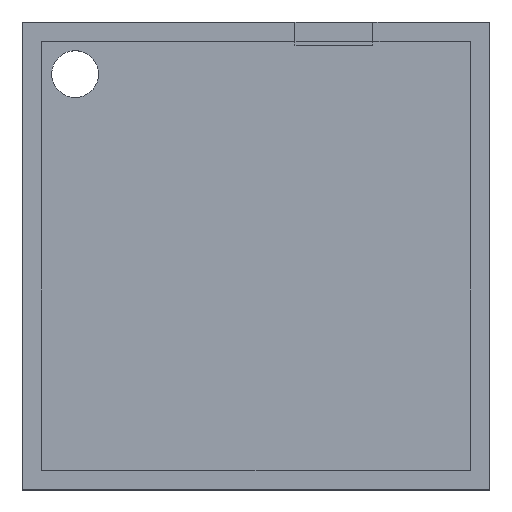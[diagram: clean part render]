
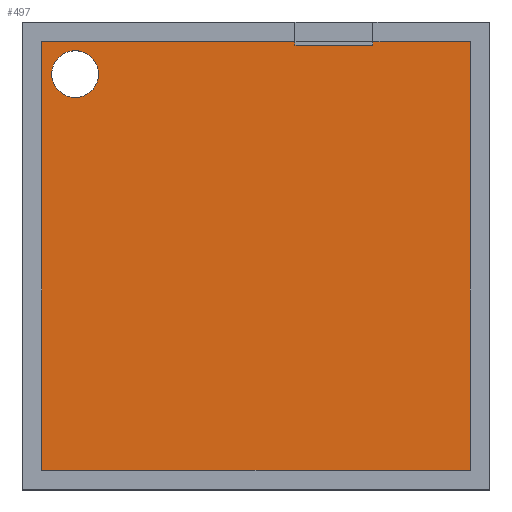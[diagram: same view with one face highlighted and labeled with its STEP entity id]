
A CAD part, top view. The second image highlights one B-rep face of the part: STEP entity #497.
In plain terms, the highlighted planar face has unit normal (0, 0, 1).
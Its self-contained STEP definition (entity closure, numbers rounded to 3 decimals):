
#241 = VERTEX_POINT('',#242);
#242 = CARTESIAN_POINT('',(15.,27.5,5.));
#264 = VERTEX_POINT('',#265);
#265 = CARTESIAN_POINT('',(5.,27.5,5.));
#332 = EDGE_CURVE('',#333,#333,#335,.T.);
#333 = VERTEX_POINT('',#334);
#334 = CARTESIAN_POINT('',(-20.2,23.33,5.));
#335 = CIRCLE('',#336,3.);
#336 = AXIS2_PLACEMENT_3D('',#337,#338,#339);
#337 = CARTESIAN_POINT('',(-23.2,23.33,5.));
#338 = DIRECTION('',(0.,0.,-1.));
#339 = DIRECTION('',(1.,0.,0.));
#359 = VERTEX_POINT('',#360);
#360 = CARTESIAN_POINT('',(-27.5,27.5,5.));
#366 = EDGE_CURVE('',#359,#264,#367,.T.);
#367 = LINE('',#368,#369);
#368 = CARTESIAN_POINT('',(-27.5,27.5,5.));
#369 = VECTOR('',#370,1.);
#370 = DIRECTION('',(1.,0.,0.));
#382 = VERTEX_POINT('',#383);
#383 = CARTESIAN_POINT('',(-27.5,-27.5,5.));
#389 = EDGE_CURVE('',#382,#359,#390,.T.);
#390 = LINE('',#391,#392);
#391 = CARTESIAN_POINT('',(-27.5,-27.5,5.));
#392 = VECTOR('',#393,1.);
#393 = DIRECTION('',(0.,1.,0.));
#406 = VERTEX_POINT('',#407);
#407 = CARTESIAN_POINT('',(27.5,-27.5,5.));
#413 = EDGE_CURVE('',#406,#382,#414,.T.);
#414 = LINE('',#415,#416);
#415 = CARTESIAN_POINT('',(27.5,-27.5,5.));
#416 = VECTOR('',#417,1.);
#417 = DIRECTION('',(-1.,0.,0.));
#430 = VERTEX_POINT('',#431);
#431 = CARTESIAN_POINT('',(27.5,27.5,5.));
#437 = EDGE_CURVE('',#430,#406,#438,.T.);
#438 = LINE('',#439,#440);
#439 = CARTESIAN_POINT('',(27.5,27.5,5.));
#440 = VECTOR('',#441,1.);
#441 = DIRECTION('',(0.,-1.,0.));
#455 = EDGE_CURVE('',#241,#430,#456,.T.);
#456 = LINE('',#457,#458);
#457 = CARTESIAN_POINT('',(-27.5,27.5,5.));
#458 = VECTOR('',#459,1.);
#459 = DIRECTION('',(1.,0.,0.));
#471 = EDGE_CURVE('',#472,#264,#474,.T.);
#472 = VERTEX_POINT('',#473);
#473 = CARTESIAN_POINT('',(5.,27.,5.));
#474 = LINE('',#475,#476);
#475 = CARTESIAN_POINT('',(5.,27.,5.));
#476 = VECTOR('',#477,1.);
#477 = DIRECTION('',(0.,1.,0.));
#479 = EDGE_CURVE('',#480,#472,#482,.T.);
#480 = VERTEX_POINT('',#481);
#481 = CARTESIAN_POINT('',(15.,27.,5.));
#482 = LINE('',#483,#484);
#483 = CARTESIAN_POINT('',(15.,27.,5.));
#484 = VECTOR('',#485,1.);
#485 = DIRECTION('',(-1.,0.,0.));
#487 = EDGE_CURVE('',#241,#480,#488,.T.);
#488 = LINE('',#489,#490);
#489 = CARTESIAN_POINT('',(15.,30.,5.));
#490 = VECTOR('',#491,1.);
#491 = DIRECTION('',(0.,-1.,0.));
#497 = ADVANCED_FACE('',(#498,#508),#511,.T.);
#498 = FACE_BOUND('',#499,.T.);
#499 = EDGE_LOOP('',(#500,#501,#502,#503,#504,#505,#506,#507));
#500 = ORIENTED_EDGE('',*,*,#366,.F.);
#501 = ORIENTED_EDGE('',*,*,#389,.F.);
#502 = ORIENTED_EDGE('',*,*,#413,.F.);
#503 = ORIENTED_EDGE('',*,*,#437,.F.);
#504 = ORIENTED_EDGE('',*,*,#455,.F.);
#505 = ORIENTED_EDGE('',*,*,#487,.T.);
#506 = ORIENTED_EDGE('',*,*,#479,.T.);
#507 = ORIENTED_EDGE('',*,*,#471,.T.);
#508 = FACE_BOUND('',#509,.T.);
#509 = EDGE_LOOP('',(#510));
#510 = ORIENTED_EDGE('',*,*,#332,.T.);
#511 = PLANE('',#512);
#512 = AXIS2_PLACEMENT_3D('',#513,#514,#515);
#513 = CARTESIAN_POINT('',(0.,0.,5.));
#514 = DIRECTION('',(0.,0.,1.));
#515 = DIRECTION('',(1.,0.,0.));
